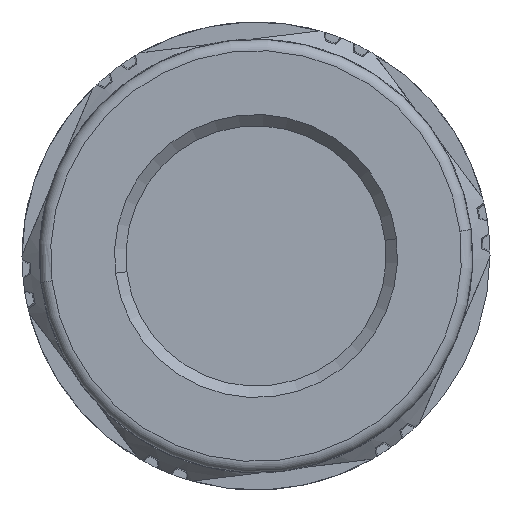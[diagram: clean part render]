
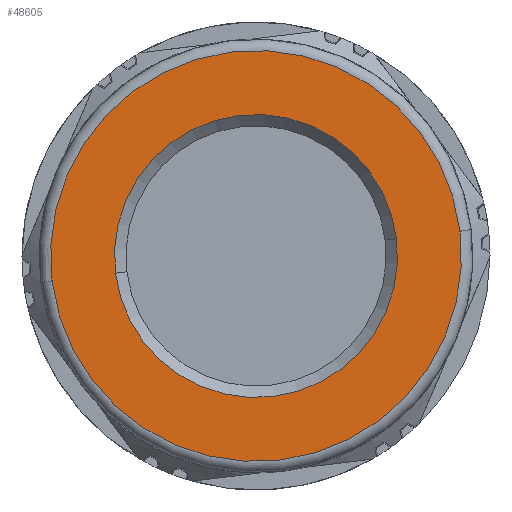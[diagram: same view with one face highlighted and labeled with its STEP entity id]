
A CAD part, front view. The second image highlights one B-rep face of the part: STEP entity #48605.
In plain terms, the highlighted planar face has unit normal (0, -1, 0).
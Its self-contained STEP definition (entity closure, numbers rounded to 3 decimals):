
#16988=CARTESIAN_POINT('',(0.,-48.6,0.));
#16989=DIRECTION('',(0.,-1.,0.));
#16990=DIRECTION('',(0.993,0.,0.117));
#16991=AXIS2_PLACEMENT_3D('',#16988,#16989,#16990);
#17008=CARTESIAN_POINT('',(0.,-48.6,0.));
#17009=DIRECTION('',(0.,1.,0.));
#17010=DIRECTION('',(-0.993,0.,-0.117));
#17011=AXIS2_PLACEMENT_3D('',#17008,#17009,#17010);
#17013=CARTESIAN_POINT('',(0.,-48.6,0.));
#17014=DIRECTION('',(0.,1.,0.));
#17015=DIRECTION('',(0.993,0.,0.117));
#17016=AXIS2_PLACEMENT_3D('',#17013,#17014,#17015);
#17018=CARTESIAN_POINT('',(0.,-48.6,0.));
#17019=DIRECTION('',(0.,-1.,0.));
#17020=DIRECTION('',(0.993,0.,0.122));
#17021=AXIS2_PLACEMENT_3D('',#17018,#17019,#17020);
#17023=CARTESIAN_POINT('',(0.,-48.6,0.));
#17024=DIRECTION('',(0.,-1.,0.));
#17025=DIRECTION('',(-0.122,0.,0.993));
#17026=AXIS2_PLACEMENT_3D('',#17023,#17024,#17025);
#17028=CARTESIAN_POINT('',(0.,-48.6,0.));
#17029=DIRECTION('',(0.,-1.,0.));
#17030=DIRECTION('',(-0.993,0.,-0.122));
#17031=AXIS2_PLACEMENT_3D('',#17028,#17029,#17030);
#17033=CARTESIAN_POINT('',(0.,-48.6,0.));
#17034=DIRECTION('',(0.,-1.,0.));
#17035=DIRECTION('',(0.122,0.,-0.993));
#17036=AXIS2_PLACEMENT_3D('',#17033,#17034,#17035);
#17038=CARTESIAN_POINT('',(0.,-48.6,0.));
#17039=DIRECTION('',(0.,-1.,0.));
#17040=DIRECTION('',(-0.993,0.,-0.117));
#17041=AXIS2_PLACEMENT_3D('',#17038,#17039,#17040);
#22980=CARTESIAN_POINT('',(8.938,-48.6,1.052));
#22981=CARTESIAN_POINT('',(-8.933,-48.6,-1.098));
#22982=VERTEX_POINT('',#22980);
#22983=VERTEX_POINT('',#22981);
#22984=CARTESIAN_POINT('',(8.933,-48.6,1.098));
#22985=VERTEX_POINT('',#22984);
#22986=CARTESIAN_POINT('',(-8.938,-48.6,-1.052));
#22987=VERTEX_POINT('',#22986);
#22988=CARTESIAN_POINT('',(6.154,-48.6,0.756));
#22989=CARTESIAN_POINT('',(-0.756,-48.6,6.154));
#22990=VERTEX_POINT('',#22988);
#22991=VERTEX_POINT('',#22989);
#22992=CARTESIAN_POINT('',(-6.154,-48.6,-0.756));
#22993=VERTEX_POINT('',#22992);
#22994=CARTESIAN_POINT('',(0.756,-48.6,-6.154));
#22995=VERTEX_POINT('',#22994);
#48582=CARTESIAN_POINT('',(0.,-48.6,0.));
#48583=DIRECTION('',(0.,-1.,0.));
#48584=DIRECTION('',(-0.993,0.,-0.122));
#48585=AXIS2_PLACEMENT_3D('',#48582,#48583,#48584);
#48586=PLANE('',#48585);
#48588=ORIENTED_EDGE('',*,*,#48587,.F.);
#48590=ORIENTED_EDGE('',*,*,#48589,.T.);
#48591=ORIENTED_EDGE('',*,*,#48571,.F.);
#48592=ORIENTED_EDGE('',*,*,#48569,.T.);
#48593=EDGE_LOOP('',(#48588,#48590,#48591,#48592));
#48594=FACE_OUTER_BOUND('',#48593,.F.);
#48596=ORIENTED_EDGE('',*,*,#48595,.T.);
#48598=ORIENTED_EDGE('',*,*,#48597,.T.);
#48600=ORIENTED_EDGE('',*,*,#48599,.T.);
#48602=ORIENTED_EDGE('',*,*,#48601,.T.);
#48603=EDGE_LOOP('',(#48596,#48598,#48600,#48602));
#48604=FACE_BOUND('',#48603,.F.);
#48605=ADVANCED_FACE('',(#48594,#48604),#48586,.T.);
#16992=CIRCLE('',#16991,9.);
#17012=CIRCLE('',#17011,9.);
#17017=CIRCLE('',#17016,9.);
#17022=CIRCLE('',#17021,6.2);
#17027=CIRCLE('',#17026,6.2);
#17032=CIRCLE('',#17031,6.2);
#17037=CIRCLE('',#17036,6.2);
#17042=CIRCLE('',#17041,9.);
#48569=EDGE_CURVE('',#22982,#22983,#17017,.T.);
#48571=EDGE_CURVE('',#22982,#22985,#16992,.T.);
#48587=EDGE_CURVE('',#22987,#22983,#17042,.T.);
#48589=EDGE_CURVE('',#22987,#22985,#17012,.T.);
#48595=EDGE_CURVE('',#22990,#22991,#17022,.T.);
#48597=EDGE_CURVE('',#22991,#22993,#17027,.T.);
#48599=EDGE_CURVE('',#22993,#22995,#17032,.T.);
#48601=EDGE_CURVE('',#22995,#22990,#17037,.T.);
